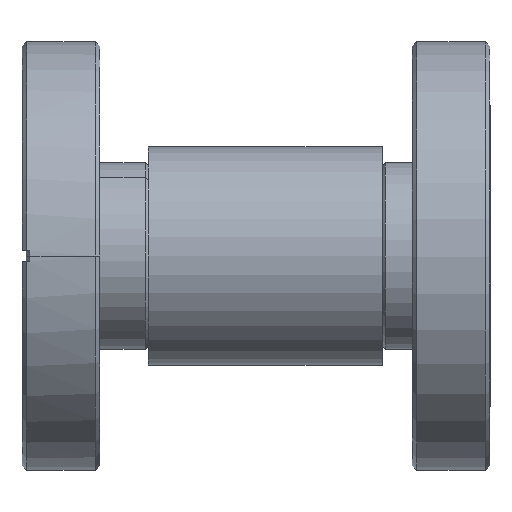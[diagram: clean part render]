
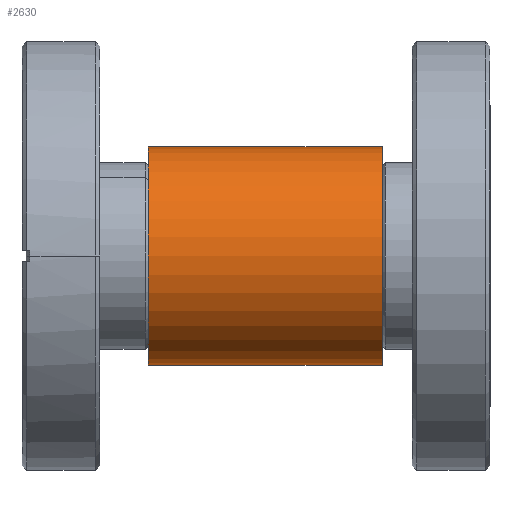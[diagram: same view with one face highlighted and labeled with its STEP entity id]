
A CAD part, left-side view. The second image highlights one B-rep face of the part: STEP entity #2630.
In plain terms, the highlighted cylindrical face has radius 17.78 mm (diameter 35.56 mm), a partial arc.
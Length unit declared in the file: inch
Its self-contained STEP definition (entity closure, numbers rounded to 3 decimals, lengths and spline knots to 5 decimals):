
#159 = CARTESIAN_POINT ( 'NONE',  ( 0., 0.71885, 0. ) ) ;
#214 = DIRECTION ( 'NONE',  ( 0., 1., 0. ) ) ;
#253 = DIRECTION ( 'NONE',  ( 0., 0., 1. ) ) ;
#279 = AXIS2_PLACEMENT_3D ( 'NONE', #2433, #2430, #2404 ) ;
#333 = CIRCLE ( 'NONE', #2391, 0.7 ) ;
#349 = VECTOR ( 'NONE', #1960, 39.37008 ) ;
#359 = CIRCLE ( 'NONE', #3088, 0.7 ) ;
#591 = LINE ( 'NONE', #2274, #349 ) ;
#708 = EDGE_LOOP ( 'NONE', ( #1526, #1620, #1591, #1553 ) ) ;
#1007 = VECTOR ( 'NONE', #1229, 39.37008 ) ;
#1013 = LINE ( 'NONE', #1236, #1007 ) ;
#1091 = EDGE_CURVE ( 'NONE', #3916, #2881, #359, .T. ) ;
#1132 = EDGE_CURVE ( 'NONE', #3909, #1545, #333, .T. ) ;
#1229 = DIRECTION ( 'NONE',  ( 0., 1., 0. ) ) ;
#1236 = CARTESIAN_POINT ( 'NONE',  ( 0., 1.32149, -0.7 ) ) ;
#1287 = EDGE_CURVE ( 'NONE', #2881, #1545, #591, .T. ) ;
#1526 = ORIENTED_EDGE ( 'NONE', *, *, #4076, .F. ) ;
#1545 = VERTEX_POINT ( 'NONE', #2048 ) ;
#1553 = ORIENTED_EDGE ( 'NONE', *, *, #1132, .F. ) ;
#1591 = ORIENTED_EDGE ( 'NONE', *, *, #1287, .T. ) ;
#1620 = ORIENTED_EDGE ( 'NONE', *, *, #1091, .T. ) ;
#1960 = DIRECTION ( 'NONE',  ( 0., 1., 0. ) ) ;
#2048 = CARTESIAN_POINT ( 'NONE',  ( 0., 0.71885, 0.7 ) ) ;
#2274 = CARTESIAN_POINT ( 'NONE',  ( 0., 1.32149, 0.7 ) ) ;
#2391 = AXIS2_PLACEMENT_3D ( 'NONE', #159, #214, #253 ) ;
#2404 = DIRECTION ( 'NONE',  ( 0., 0., 1. ) ) ;
#2430 = DIRECTION ( 'NONE',  ( 0., 1., 0. ) ) ;
#2433 = CARTESIAN_POINT ( 'NONE',  ( 0., 1.32149, 0. ) ) ;
#2544 = CYLINDRICAL_SURFACE ( 'NONE', #279, 0.7 ) ;
#2625 = FACE_OUTER_BOUND ( 'NONE', #708, .T. ) ;
#2630 = ADVANCED_FACE ( 'NONE', ( #2625 ), #2544, .T. ) ;
#2881 = VERTEX_POINT ( 'NONE', #3639 ) ;
#3088 = AXIS2_PLACEMENT_3D ( 'NONE', #3264, #3267, #3171 ) ;
#3171 = DIRECTION ( 'NONE',  ( 0., 0., 1. ) ) ;
#3264 = CARTESIAN_POINT ( 'NONE',  ( 0., -0.78115, 0. ) ) ;
#3267 = DIRECTION ( 'NONE',  ( 0., 1., 0. ) ) ;
#3639 = CARTESIAN_POINT ( 'NONE',  ( 0., -0.78115, 0.7 ) ) ;
#3798 = CARTESIAN_POINT ( 'NONE',  ( 0., -0.78115, -0.7 ) ) ;
#3804 = CARTESIAN_POINT ( 'NONE',  ( 0., 0.71885, -0.7 ) ) ;
#3909 = VERTEX_POINT ( 'NONE', #3804 ) ;
#3916 = VERTEX_POINT ( 'NONE', #3798 ) ;
#4076 = EDGE_CURVE ( 'NONE', #3916, #3909, #1013, .T. ) ;
